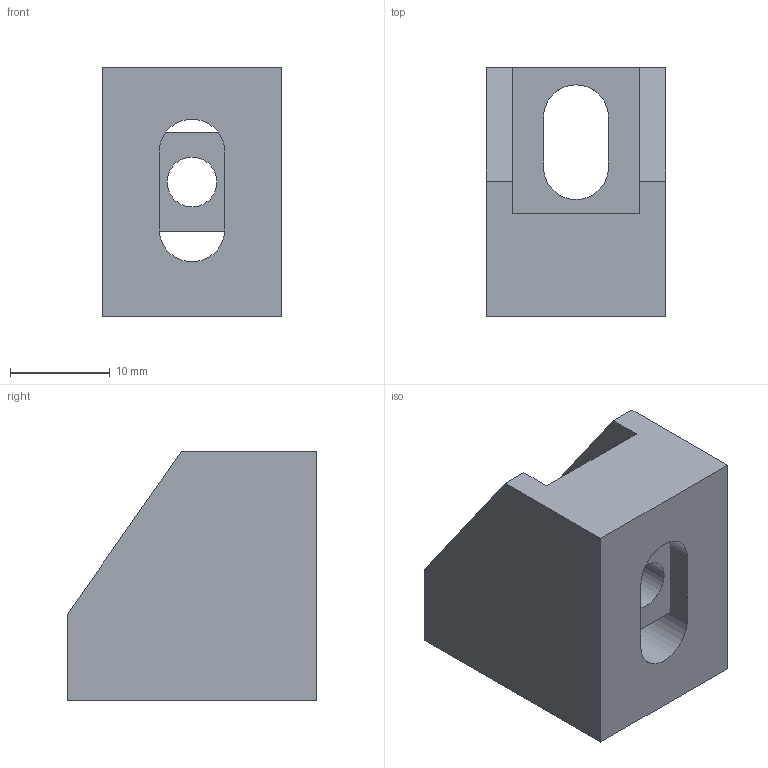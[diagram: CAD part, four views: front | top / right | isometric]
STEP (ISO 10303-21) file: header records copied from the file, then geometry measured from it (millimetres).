
FILE_DESCRIPTION(('STEP AP203'),'1');
FILE_NAME('SAFE00H1587.stp','2025-04-15T09:40:54',(' '),(' '),'Spatial InterOp 3D',' ',' ');
FILE_SCHEMA(('CONFIG_CONTROL_DESIGN'));
Length unit declared in the file: millimetre
Products named in the file (3): Panoblock PA réglable; Ecrou Panoblock
Assembly tree (2 placements, depth 2):
  Panoblock PA réglable
    Ecrou Panoblock
    Panoblock PA réglable
Bounding box: 18 x 25 x 25 mm (x, y, z)
Volume: 5906.4 mm3; surface area: 3882.5 mm2
Topology: 2 solids, 2 shells, 27 faces, 69 edges, 46 vertices
Faces by surface type: plane 22, cylinder 5
Full cylindrical faces by diameter (mm): 5 x1
Entity records: 1210 total; most frequent: CARTESIAN_POINT 144, DIRECTION 138, ORIENTED_EDGE 136, EDGE_CURVE 68, LINE 58, VECTOR 58, VERTEX_POINT 46, PROPERTY_DEFINITION_REPRESENTATION 40
